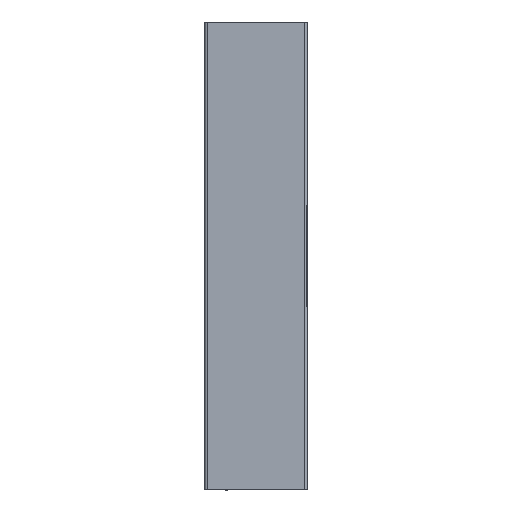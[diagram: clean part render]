
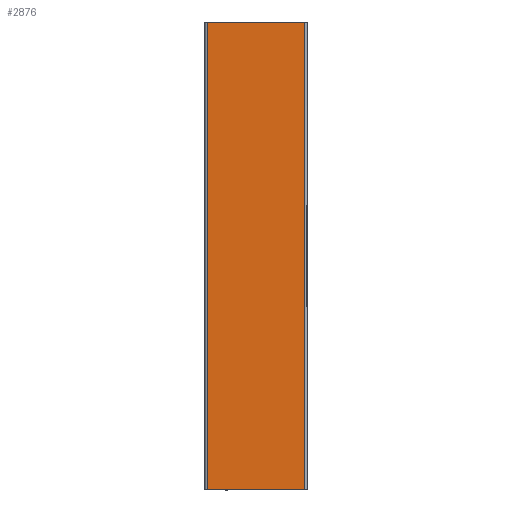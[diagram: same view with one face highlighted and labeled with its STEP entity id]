
A CAD part, left-side view. The second image highlights one B-rep face of the part: STEP entity #2876.
In plain terms, the highlighted planar face has unit normal (-1, 0, 0).
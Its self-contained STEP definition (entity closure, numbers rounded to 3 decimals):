
#33 = VECTOR ( 'NONE', #4046, 1000. ) ;
#46 = LINE ( 'NONE', #2774, #33 ) ;
#292 = CARTESIAN_POINT ( 'NONE',  ( 0., 52., 500. ) ) ;
#348 = ORIENTED_EDGE ( 'NONE', *, *, #4830, .F. ) ;
#361 = DIRECTION ( 'NONE',  ( 0., 0., -1. ) ) ;
#627 = ORIENTED_EDGE ( 'NONE', *, *, #4704, .T. ) ;
#874 = LINE ( 'NONE', #3738, #1632 ) ;
#1239 = EDGE_CURVE ( 'NONE', #3156, #5413, #46, .T. ) ;
#1509 = CARTESIAN_POINT ( 'NONE',  ( 0., -52., 500. ) ) ;
#1600 = CARTESIAN_POINT ( 'NONE',  ( 0., 52., 0. ) ) ;
#1632 = VECTOR ( 'NONE', #5230, 1000. ) ;
#1684 = CARTESIAN_POINT ( 'NONE',  ( 0., 52., 500. ) ) ;
#1914 = EDGE_LOOP ( 'NONE', ( #348, #4216, #627, #3273 ) ) ;
#1969 = VERTEX_POINT ( 'NONE', #1684 ) ;
#2397 = VERTEX_POINT ( 'NONE', #1600 ) ;
#2657 = CARTESIAN_POINT ( 'NONE',  ( 0., -52., 0. ) ) ;
#2751 = VECTOR ( 'NONE', #361, 1000. ) ;
#2774 = CARTESIAN_POINT ( 'NONE',  ( 0., -52., 500. ) ) ;
#2813 = AXIS2_PLACEMENT_3D ( 'NONE', #3673, #4842, #4793 ) ;
#2839 = CARTESIAN_POINT ( 'NONE',  ( 0., -52., 500. ) ) ;
#2876 = ADVANCED_FACE ( 'NONE', ( #5068 ), #4417, .T. ) ;
#3077 = VECTOR ( 'NONE', #5338, 1000. ) ;
#3156 = VERTEX_POINT ( 'NONE', #1509 ) ;
#3273 = ORIENTED_EDGE ( 'NONE', *, *, #3654, .T. ) ;
#3654 = EDGE_CURVE ( 'NONE', #1969, #2397, #4869, .T. ) ;
#3673 = CARTESIAN_POINT ( 'NONE',  ( 0., -52., 500. ) ) ;
#3738 = CARTESIAN_POINT ( 'NONE',  ( 0., -52., 0. ) ) ;
#4046 = DIRECTION ( 'NONE',  ( 0., 0., -1. ) ) ;
#4216 = ORIENTED_EDGE ( 'NONE', *, *, #1239, .F. ) ;
#4417 = PLANE ( 'NONE',  #2813 ) ;
#4596 = LINE ( 'NONE', #2839, #3077 ) ;
#4704 = EDGE_CURVE ( 'NONE', #3156, #1969, #4596, .T. ) ;
#4793 = DIRECTION ( 'NONE',  ( 0., 0., 1. ) ) ;
#4830 = EDGE_CURVE ( 'NONE', #5413, #2397, #874, .T. ) ;
#4842 = DIRECTION ( 'NONE',  ( -1., 0., 0. ) ) ;
#4869 = LINE ( 'NONE', #292, #2751 ) ;
#5068 = FACE_OUTER_BOUND ( 'NONE', #1914, .T. ) ;
#5230 = DIRECTION ( 'NONE',  ( 0., 1., 0. ) ) ;
#5338 = DIRECTION ( 'NONE',  ( 0., 1., 0. ) ) ;
#5413 = VERTEX_POINT ( 'NONE', #2657 ) ;
